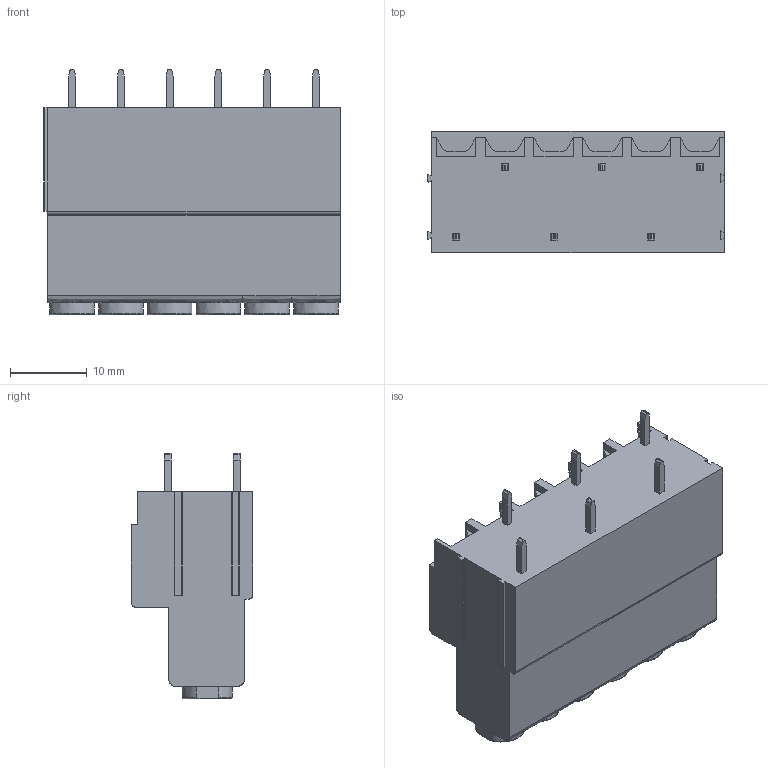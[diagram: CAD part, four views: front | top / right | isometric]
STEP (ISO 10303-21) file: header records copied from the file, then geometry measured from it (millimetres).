
FILE_DESCRIPTION( ('This file contains a STEP AP42 implementation' ,'as created by ZW3D STEP Interface translator.') ,'2;1' );
FILE_NAME( 'WJ635VK-6.35-06P-00A.stp' ,'23 315. 839 2', (''), ('ZWCAD Software Co.'), 'Version 1.0', 'ZW3D to STEP translator', '' );
FILE_SCHEMA(('AUTOMOTIVE_DESIGN { 1 0 10303 214 1 1 1 1 }'));
Length unit declared in the file: millimetre
Products named in the file (2): 0; WJ635VK-6.35-06P-04A
Bounding box: 38.62 x 15.85 x 32 mm (x, y, z)
Volume: 10355.1 mm3; surface area: 7156.9 mm2
Topology: 1 solids, 1 shells, 785 faces, 2149 edges, 1380 vertices
Faces by surface type: plane 532, bspline 161, cone 90, cylinder 2
Entity records: 31595 total; most frequent: CARTESIAN_POINT 11683, ORIENTED_EDGE 4266, DIRECTION 3582, EDGE_CURVE 2133, VERTEX_POINT 1380, VECTOR 1370, LINE 1370, AXIS2_PLACEMENT_3D 1106
